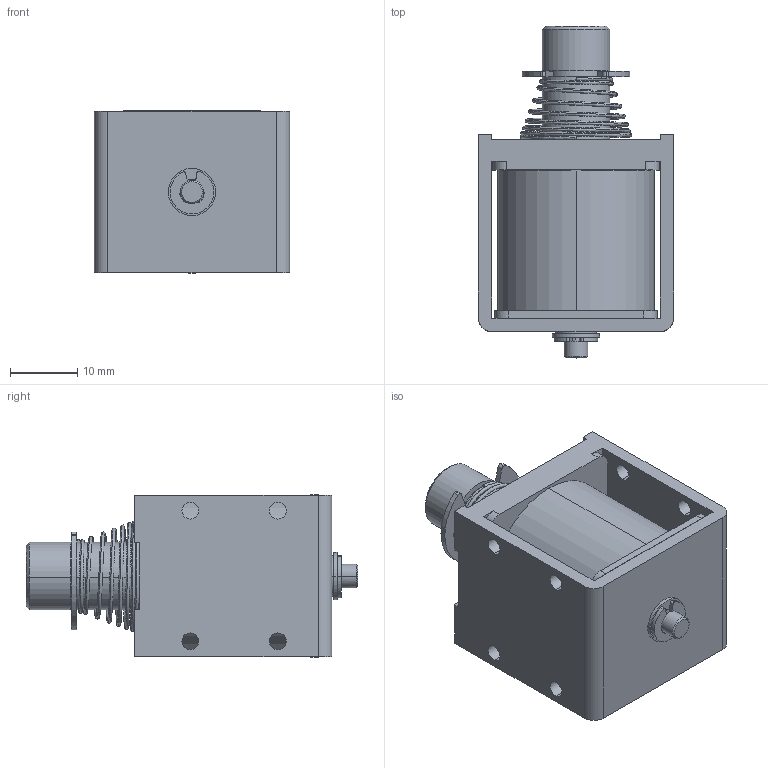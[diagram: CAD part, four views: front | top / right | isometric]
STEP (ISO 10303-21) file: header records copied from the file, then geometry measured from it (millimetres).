
FILE_DESCRIPTION (( 'STEP AP203' ), '1' );
FILE_NAME ('w_cb1029.STEP', '2014-07-18T04:35:51', ( 'jiba' ), ( 'Hewlett-Packard Company' ), 'SwSTEP 2.0', 'SolidWorks 2014', '' );
FILE_SCHEMA (( 'CONFIG_CONTROL_DESIGN' ));
Length unit declared in the file: millimetre
Products named in the file (4): w_cb1029; Part5^w_cb1029A; Part1^w_cb1029A_pl; w_21053081
Assembly tree (3 placements, depth 2):
  w_cb1029
    Part5^w_cb1029A
    Part1^w_cb1029A_pl
    w_21053081
Bounding box: 29 x 49.3 x 24.1 mm (x, y, z)
Volume: 17030.5 mm3; surface area: 10223.1 mm2
Topology: 3 solids, 3 shells, 167 faces, 459 edges, 298 vertices
Faces by surface type: cylinder 92, plane 69, cone 4, bspline 2
Entity records: 9883 total; most frequent: CARTESIAN_POINT 4978, DIRECTION 1015, ORIENTED_EDGE 918, EDGE_CURVE 459, AXIS2_PLACEMENT_3D 391, VERTEX_POINT 298, LINE 233, VECTOR 233
